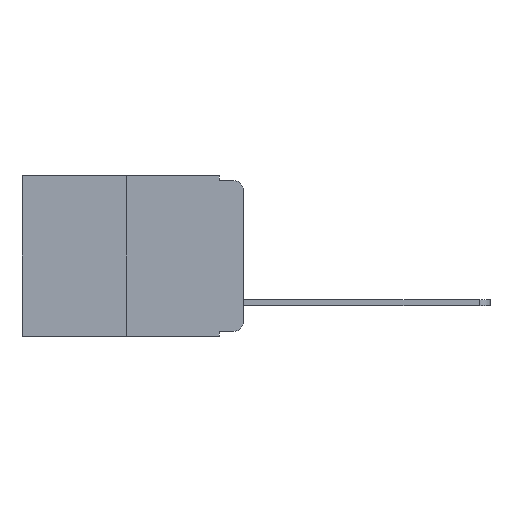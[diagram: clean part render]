
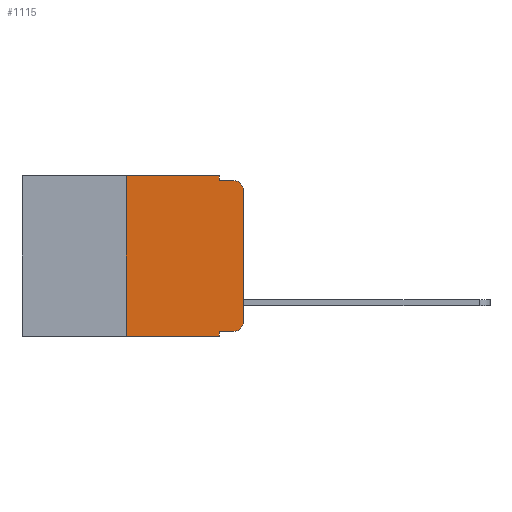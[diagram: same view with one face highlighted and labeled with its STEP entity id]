
A CAD part, left-side view. The second image highlights one B-rep face of the part: STEP entity #1115.
In plain terms, the highlighted planar face has unit normal (-1, 0, 0).
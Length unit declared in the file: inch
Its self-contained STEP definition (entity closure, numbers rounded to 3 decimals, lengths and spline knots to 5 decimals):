
#555 = VERTEX_POINT ( 'NONE', #5698 ) ;
#598 = VECTOR ( 'NONE', #3088, 39.37008 ) ;
#672 = EDGE_CURVE ( 'NONE', #4754, #1058, #4016, .T. ) ;
#683 = ORIENTED_EDGE ( 'NONE', *, *, #1257, .F. ) ;
#696 = CARTESIAN_POINT ( 'NONE',  ( 0., 0.25, 0. ) ) ;
#716 = ORIENTED_EDGE ( 'NONE', *, *, #1267, .F. ) ;
#731 = ORIENTED_EDGE ( 'NONE', *, *, #1321, .T. ) ;
#794 = VERTEX_POINT ( 'NONE', #967 ) ;
#802 = ORIENTED_EDGE ( 'NONE', *, *, #1295, .T. ) ;
#967 = CARTESIAN_POINT ( 'NONE',  ( 0., 0.25, -0.343 ) ) ;
#995 = EDGE_CURVE ( 'NONE', #794, #555, #2682, .T. ) ;
#999 = VECTOR ( 'NONE', #5033, 39.37008 ) ;
#1000 = DIRECTION ( 'NONE',  ( 0., 0., -1. ) ) ;
#1009 = DIRECTION ( 'NONE',  ( 0., 0., 1. ) ) ;
#1058 = VERTEX_POINT ( 'NONE', #1790 ) ;
#1107 = VERTEX_POINT ( 'NONE', #7480 ) ;
#1115 = ADVANCED_FACE ( 'NONE', ( #6799 ), #4508, .F. ) ;
#1251 = EDGE_CURVE ( 'NONE', #4190, #7474, #4124, .T. ) ;
#1256 = EDGE_CURVE ( 'NONE', #7474, #2779, #2056, .T. ) ;
#1257 = EDGE_CURVE ( 'NONE', #1350, #2779, #6119, .T. ) ;
#1267 = EDGE_CURVE ( 'NONE', #1058, #1350, #1702, .T. ) ;
#1275 = EDGE_CURVE ( 'NONE', #794, #4754, #3855, .T. ) ;
#1294 = EDGE_CURVE ( 'NONE', #8380, #555, #7154, .T. ) ;
#1295 = EDGE_CURVE ( 'NONE', #8380, #1107, #5745, .T. ) ;
#1321 = EDGE_CURVE ( 'NONE', #1107, #4190, #8399, .T. ) ;
#1350 = VERTEX_POINT ( 'NONE', #3378 ) ;
#1353 = VECTOR ( 'NONE', #1009, 39.37008 ) ;
#1694 = EDGE_LOOP ( 'NONE', ( #5887, #2381, #683, #716, #9091, #2141, #2223, #3473, #802, #731 ) ) ;
#1702 = LINE ( 'NONE', #2121, #7331 ) ;
#1743 = DIRECTION ( 'NONE',  ( -1., 0., 0. ) ) ;
#1770 = CARTESIAN_POINT ( 'NONE',  ( 0., 0.051, -0.333 ) ) ;
#1790 = CARTESIAN_POINT ( 'NONE',  ( 0., 0.051, 0. ) ) ;
#1802 = CARTESIAN_POINT ( 'NONE',  ( 0., 0.051, 0. ) ) ;
#1869 = DIRECTION ( 'NONE',  ( 0., 0., -1. ) ) ;
#1891 = DIRECTION ( 'NONE',  ( 1., 0., 0. ) ) ;
#2056 = CIRCLE ( 'NONE', #2535, 0.02 ) ;
#2121 = CARTESIAN_POINT ( 'NONE',  ( 0., 0.051, 0. ) ) ;
#2141 = ORIENTED_EDGE ( 'NONE', *, *, #1275, .F. ) ;
#2223 = ORIENTED_EDGE ( 'NONE', *, *, #995, .T. ) ;
#2381 = ORIENTED_EDGE ( 'NONE', *, *, #1256, .T. ) ;
#2429 = AXIS2_PLACEMENT_3D ( 'NONE', #7632, #1743, #7736 ) ;
#2535 = AXIS2_PLACEMENT_3D ( 'NONE', #3213, #3080, #3031 ) ;
#2682 = LINE ( 'NONE', #6254, #6701 ) ;
#2779 = VERTEX_POINT ( 'NONE', #7492 ) ;
#3031 = DIRECTION ( 'NONE',  ( 0., 0., -1. ) ) ;
#3080 = DIRECTION ( 'NONE',  ( -1., 0., 0. ) ) ;
#3088 = DIRECTION ( 'NONE',  ( 0., -1., 0. ) ) ;
#3213 = CARTESIAN_POINT ( 'NONE',  ( 0., 0.02, -0.03 ) ) ;
#3232 = CARTESIAN_POINT ( 'NONE',  ( 0., 0., 0. ) ) ;
#3252 = AXIS2_PLACEMENT_3D ( 'NONE', #5088, #1891, #1869 ) ;
#3302 = DIRECTION ( 'NONE',  ( 0., -1., 0. ) ) ;
#3331 = CARTESIAN_POINT ( 'NONE',  ( 0., 0.051, -0.01 ) ) ;
#3345 = DIRECTION ( 'NONE',  ( 0., 0., 1. ) ) ;
#3378 = CARTESIAN_POINT ( 'NONE',  ( 0., 0.051, -0.01 ) ) ;
#3381 = DIRECTION ( 'NONE',  ( 0., -1., 0. ) ) ;
#3473 = ORIENTED_EDGE ( 'NONE', *, *, #1294, .F. ) ;
#3855 = LINE ( 'NONE', #696, #1353 ) ;
#4016 = LINE ( 'NONE', #8485, #4566 ) ;
#4124 = LINE ( 'NONE', #3232, #4674 ) ;
#4190 = VERTEX_POINT ( 'NONE', #7717 ) ;
#4508 = PLANE ( 'NONE',  #3252 ) ;
#4566 = VECTOR ( 'NONE', #3381, 39.37008 ) ;
#4674 = VECTOR ( 'NONE', #3345, 39.37008 ) ;
#4754 = VERTEX_POINT ( 'NONE', #6705 ) ;
#5033 = DIRECTION ( 'NONE',  ( 0., 0., -1. ) ) ;
#5088 = CARTESIAN_POINT ( 'NONE',  ( 0., 0.473, 0. ) ) ;
#5698 = CARTESIAN_POINT ( 'NONE',  ( 0., 0.051, -0.343 ) ) ;
#5745 = LINE ( 'NONE', #1770, #598 ) ;
#5887 = ORIENTED_EDGE ( 'NONE', *, *, #1251, .T. ) ;
#6119 = LINE ( 'NONE', #3331, #7500 ) ;
#6208 = DIRECTION ( 'NONE',  ( 0., -1., 0. ) ) ;
#6254 = CARTESIAN_POINT ( 'NONE',  ( 0., 0.473, -0.343 ) ) ;
#6701 = VECTOR ( 'NONE', #6208, 39.37008 ) ;
#6705 = CARTESIAN_POINT ( 'NONE',  ( 0., 0.25, 0. ) ) ;
#6799 = FACE_OUTER_BOUND ( 'NONE', #1694, .T. ) ;
#7154 = LINE ( 'NONE', #1802, #999 ) ;
#7331 = VECTOR ( 'NONE', #1000, 39.37008 ) ;
#7474 = VERTEX_POINT ( 'NONE', #8653 ) ;
#7480 = CARTESIAN_POINT ( 'NONE',  ( 0., 0.02, -0.333 ) ) ;
#7492 = CARTESIAN_POINT ( 'NONE',  ( 0., 0.02, -0.01 ) ) ;
#7500 = VECTOR ( 'NONE', #3302, 39.37008 ) ;
#7632 = CARTESIAN_POINT ( 'NONE',  ( 0., 0.02, -0.313 ) ) ;
#7717 = CARTESIAN_POINT ( 'NONE',  ( 0., 0., -0.313 ) ) ;
#7736 = DIRECTION ( 'NONE',  ( 0., 0., -1. ) ) ;
#8380 = VERTEX_POINT ( 'NONE', #9134 ) ;
#8399 = CIRCLE ( 'NONE', #2429, 0.02 ) ;
#8485 = CARTESIAN_POINT ( 'NONE',  ( 0., 0.473, 0. ) ) ;
#8653 = CARTESIAN_POINT ( 'NONE',  ( 0., 0., -0.03 ) ) ;
#9091 = ORIENTED_EDGE ( 'NONE', *, *, #672, .F. ) ;
#9134 = CARTESIAN_POINT ( 'NONE',  ( 0., 0.051, -0.333 ) ) ;
